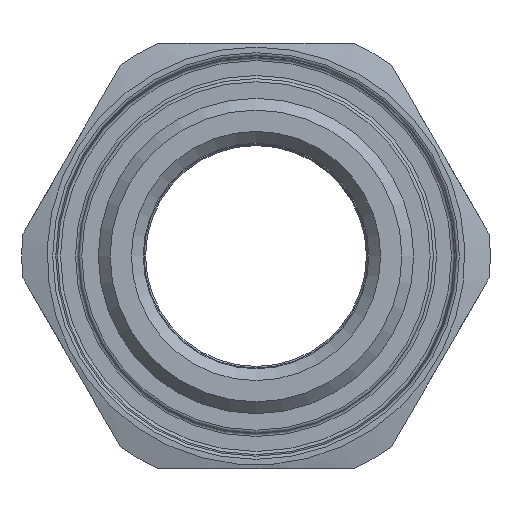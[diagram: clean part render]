
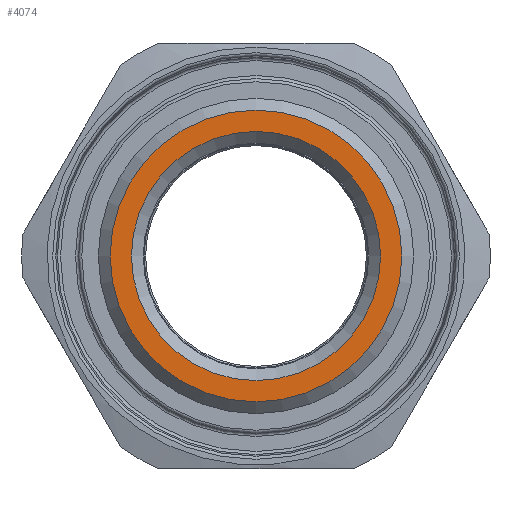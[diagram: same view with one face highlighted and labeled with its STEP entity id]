
A CAD part, left-side view. The second image highlights one B-rep face of the part: STEP entity #4074.
In plain terms, the highlighted planar face has unit normal (-1, 0, 0).
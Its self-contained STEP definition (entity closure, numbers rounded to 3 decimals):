
#58 = FACE_OUTER_BOUND ( 'NONE', #7699, .T. ) ;
#150 = EDGE_CURVE ( 'NONE', #7953, #7953, #6558, .T. ) ;
#179 = PLANE ( 'NONE',  #1771 ) ;
#606 = CARTESIAN_POINT ( 'NONE',  ( 0., 0., 0. ) ) ;
#837 = AXIS2_PLACEMENT_3D ( 'NONE', #2162, #5789, #2104 ) ;
#1410 = DIRECTION ( 'NONE',  ( 1., 0., 0. ) ) ;
#1432 = EDGE_LOOP ( 'NONE', ( #5076 ) ) ;
#1771 = AXIS2_PLACEMENT_3D ( 'NONE', #5080, #1410, #2635 ) ;
#2104 = DIRECTION ( 'NONE',  ( 0., 0., -1. ) ) ;
#2162 = CARTESIAN_POINT ( 'NONE',  ( 0., 0., 0. ) ) ;
#2635 = DIRECTION ( 'NONE',  ( 0., 0., -1. ) ) ;
#3524 = CARTESIAN_POINT ( 'NONE',  ( 0., 0., -9.25 ) ) ;
#3658 = ORIENTED_EDGE ( 'NONE', *, *, #3802, .T. ) ;
#3802 = EDGE_CURVE ( 'NONE', #5341, #5341, #4864, .T. ) ;
#4074 = ADVANCED_FACE ( 'NONE', ( #58, #6492 ), #179, .F. ) ;
#4173 = DIRECTION ( 'NONE',  ( 0., 0., -1. ) ) ;
#4229 = DIRECTION ( 'NONE',  ( -1., 0., 0. ) ) ;
#4864 = CIRCLE ( 'NONE', #5889, 9.25 ) ;
#5076 = ORIENTED_EDGE ( 'NONE', *, *, #150, .T. ) ;
#5080 = CARTESIAN_POINT ( 'NONE',  ( 0., 0., 0. ) ) ;
#5341 = VERTEX_POINT ( 'NONE', #3524 ) ;
#5789 = DIRECTION ( 'NONE',  ( 1., 0., 0. ) ) ;
#5889 = AXIS2_PLACEMENT_3D ( 'NONE', #606, #4229, #4173 ) ;
#6492 = FACE_BOUND ( 'NONE', #1432, .T. ) ;
#6558 = CIRCLE ( 'NONE', #837, 7.9 ) ;
#6599 = CARTESIAN_POINT ( 'NONE',  ( 0., 0., -7.9 ) ) ;
#7699 = EDGE_LOOP ( 'NONE', ( #3658 ) ) ;
#7953 = VERTEX_POINT ( 'NONE', #6599 ) ;
